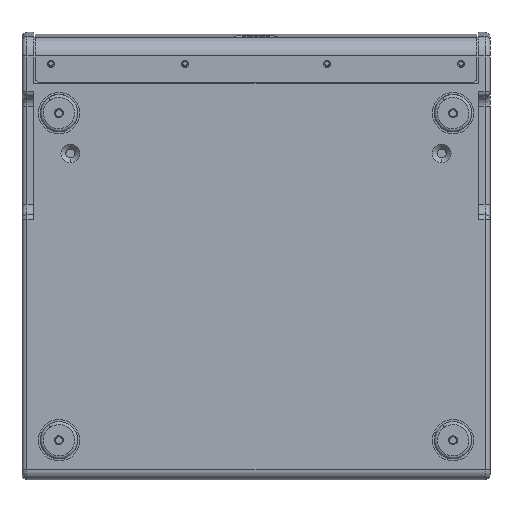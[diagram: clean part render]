
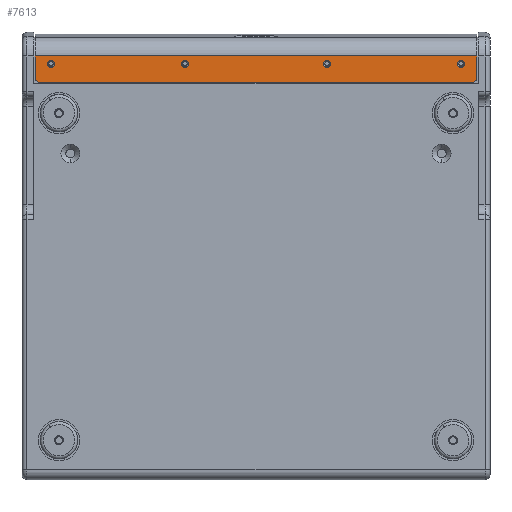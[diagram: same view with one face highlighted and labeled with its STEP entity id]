
A CAD part, front view. The second image highlights one B-rep face of the part: STEP entity #7613.
In plain terms, the highlighted planar face has unit normal (0, -1, 0).
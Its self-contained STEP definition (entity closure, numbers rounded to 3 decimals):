
#370 = EDGE_CURVE ( 'NONE', #3770, #26339, #1206, .T. ) ;
#443 = DIRECTION ( 'NONE',  ( 0., -1., 0. ) ) ;
#982 = CARTESIAN_POINT ( 'NONE',  ( -208., -178.5, 207. ) ) ;
#1206 = CIRCLE ( 'NONE', #4258, 3.55 ) ;
#1349 = VERTEX_POINT ( 'NONE', #4632 ) ;
#1603 = CIRCLE ( 'NONE', #26817, 3.55 ) ;
#2011 = DIRECTION ( 'NONE',  ( 0., 0., 1. ) ) ;
#2205 = VERTEX_POINT ( 'NONE', #23339 ) ;
#2449 = ORIENTED_EDGE ( 'NONE', *, *, #13979, .T. ) ;
#2480 = CARTESIAN_POINT ( 'NONE',  ( -208., -178.5, 207. ) ) ;
#2752 = VERTEX_POINT ( 'NONE', #24917 ) ;
#2778 = DIRECTION ( 'NONE',  ( 0., 0., 1. ) ) ;
#3306 = EDGE_LOOP ( 'NONE', ( #19795, #24686 ) ) ;
#3770 = VERTEX_POINT ( 'NONE', #20847 ) ;
#3986 = DIRECTION ( 'NONE',  ( 0., 0., -1. ) ) ;
#4123 = EDGE_CURVE ( 'NONE', #13246, #7621, #6497, .T. ) ;
#4258 = AXIS2_PLACEMENT_3D ( 'NONE', #982, #21905, #13147 ) ;
#4328 = ORIENTED_EDGE ( 'NONE', *, *, #21037, .F. ) ;
#4632 = CARTESIAN_POINT ( 'NONE',  ( 224., -178.5, 215. ) ) ;
#5052 = CARTESIAN_POINT ( 'NONE',  ( 72., -178.5, 207. ) ) ;
#5205 = VERTEX_POINT ( 'NONE', #19203 ) ;
#5631 = LINE ( 'NONE', #8068, #23572 ) ;
#5675 = EDGE_CURVE ( 'NONE', #5205, #9034, #8277, .T. ) ;
#5816 = DIRECTION ( 'NONE',  ( 0., 1., 0. ) ) ;
#5849 = ORIENTED_EDGE ( 'NONE', *, *, #26166, .F. ) ;
#5951 = CARTESIAN_POINT ( 'NONE',  ( 68.45, -178.5, 207. ) ) ;
#6183 = AXIS2_PLACEMENT_3D ( 'NONE', #5052, #25745, #17754 ) ;
#6340 = CIRCLE ( 'NONE', #19919, 3.55 ) ;
#6497 = CIRCLE ( 'NONE', #10883, 3.55 ) ;
#6525 = ORIENTED_EDGE ( 'NONE', *, *, #4123, .T. ) ;
#6754 = EDGE_CURVE ( 'NONE', #7621, #13246, #1603, .T. ) ;
#7422 = CARTESIAN_POINT ( 'NONE',  ( -72., -178.5, 207. ) ) ;
#7436 = CARTESIAN_POINT ( 'NONE',  ( -585.915, -178.5, 215. ) ) ;
#7613 = ADVANCED_FACE ( 'NONE', ( #15076, #19325, #8952, #17257, #24060 ), #17951, .T. ) ;
#7621 = VERTEX_POINT ( 'NONE', #11693 ) ;
#7951 = DIRECTION ( 'NONE',  ( 0., 0., 1. ) ) ;
#8068 = CARTESIAN_POINT ( 'NONE',  ( 224., -178.5, 215. ) ) ;
#8277 = CIRCLE ( 'NONE', #23511, 5. ) ;
#8868 = DIRECTION ( 'NONE',  ( 0., 1., 0. ) ) ;
#8952 = FACE_BOUND ( 'NONE', #3306, .T. ) ;
#9034 = VERTEX_POINT ( 'NONE', #12850 ) ;
#9098 = DIRECTION ( 'NONE',  ( 1., 0., 0. ) ) ;
#9464 = EDGE_CURVE ( 'NONE', #17311, #5205, #14378, .T. ) ;
#9491 = AXIS2_PLACEMENT_3D ( 'NONE', #7436, #19605, #9098 ) ;
#9749 = EDGE_CURVE ( 'NONE', #2752, #18580, #13112, .T. ) ;
#9842 = CARTESIAN_POINT ( 'NONE',  ( -224., -178.5, 215. ) ) ;
#10088 = AXIS2_PLACEMENT_3D ( 'NONE', #12073, #12462, #7951 ) ;
#10095 = CARTESIAN_POINT ( 'NONE',  ( 208., -178.5, 207. ) ) ;
#10218 = DIRECTION ( 'NONE',  ( 0., 1., 0. ) ) ;
#10256 = CARTESIAN_POINT ( 'NONE',  ( -224., -178.5, 215. ) ) ;
#10553 = EDGE_LOOP ( 'NONE', ( #21796, #6525 ) ) ;
#10745 = VERTEX_POINT ( 'NONE', #25840 ) ;
#10883 = AXIS2_PLACEMENT_3D ( 'NONE', #10095, #10218, #2011 ) ;
#11274 = ORIENTED_EDGE ( 'NONE', *, *, #24963, .T. ) ;
#11308 = CARTESIAN_POINT ( 'NONE',  ( -585.915, -178.5, 188. ) ) ;
#11413 = VERTEX_POINT ( 'NONE', #20324 ) ;
#11460 = DIRECTION ( 'NONE',  ( 1., 0., 0. ) ) ;
#11693 = CARTESIAN_POINT ( 'NONE',  ( 211.55, -178.5, 207. ) ) ;
#11929 = CARTESIAN_POINT ( 'NONE',  ( 204.45, -178.5, 207. ) ) ;
#12073 = CARTESIAN_POINT ( 'NONE',  ( 72., -178.5, 207. ) ) ;
#12436 = VECTOR ( 'NONE', #26853, 1000. ) ;
#12462 = DIRECTION ( 'NONE',  ( 0., 1., 0. ) ) ;
#12850 = CARTESIAN_POINT ( 'NONE',  ( -219., -178.5, 188. ) ) ;
#13112 = CIRCLE ( 'NONE', #10088, 3.55 ) ;
#13147 = DIRECTION ( 'NONE',  ( 0., 0., 1. ) ) ;
#13246 = VERTEX_POINT ( 'NONE', #11929 ) ;
#13979 = EDGE_CURVE ( 'NONE', #11413, #10745, #23034, .T. ) ;
#14135 = DIRECTION ( 'NONE',  ( 0., -1., 0. ) ) ;
#14355 = DIRECTION ( 'NONE',  ( 0., 1., 0. ) ) ;
#14378 = LINE ( 'NONE', #10256, #12436 ) ;
#14694 = VECTOR ( 'NONE', #17422, 1000. ) ;
#15076 = FACE_BOUND ( 'NONE', #10553, .T. ) ;
#15503 = LINE ( 'NONE', #23829, #24670 ) ;
#15838 = DIRECTION ( 'NONE',  ( 0., 0., 1. ) ) ;
#16203 = CARTESIAN_POINT ( 'NONE',  ( -72., -178.5, 207. ) ) ;
#16297 = AXIS2_PLACEMENT_3D ( 'NONE', #2480, #8868, #17178 ) ;
#16368 = EDGE_CURVE ( 'NONE', #22715, #2205, #6340, .T. ) ;
#16504 = CARTESIAN_POINT ( 'NONE',  ( -68.45, -178.5, 207. ) ) ;
#16905 = AXIS2_PLACEMENT_3D ( 'NONE', #17801, #14135, #15838 ) ;
#17028 = EDGE_LOOP ( 'NONE', ( #26120, #26021 ) ) ;
#17178 = DIRECTION ( 'NONE',  ( 0., 0., 1. ) ) ;
#17238 = CARTESIAN_POINT ( 'NONE',  ( -219., -178.5, 193. ) ) ;
#17257 = FACE_BOUND ( 'NONE', #18863, .T. ) ;
#17311 = VERTEX_POINT ( 'NONE', #9842 ) ;
#17422 = DIRECTION ( 'NONE',  ( 1., 0., 0. ) ) ;
#17471 = EDGE_CURVE ( 'NONE', #9034, #11413, #19764, .T. ) ;
#17656 = DIRECTION ( 'NONE',  ( 0., 1., 0. ) ) ;
#17754 = DIRECTION ( 'NONE',  ( 0., 0., 1. ) ) ;
#17801 = CARTESIAN_POINT ( 'NONE',  ( 219., -178.5, 193. ) ) ;
#17951 = PLANE ( 'NONE',  #9491 ) ;
#18580 = VERTEX_POINT ( 'NONE', #5951 ) ;
#18863 = EDGE_LOOP ( 'NONE', ( #11274, #19037 ) ) ;
#19037 = ORIENTED_EDGE ( 'NONE', *, *, #370, .T. ) ;
#19183 = AXIS2_PLACEMENT_3D ( 'NONE', #16203, #14355, #22400 ) ;
#19199 = CARTESIAN_POINT ( 'NONE',  ( -204.45, -178.5, 207. ) ) ;
#19203 = CARTESIAN_POINT ( 'NONE',  ( -224., -178.5, 193. ) ) ;
#19204 = EDGE_CURVE ( 'NONE', #2205, #22715, #24803, .T. ) ;
#19325 = FACE_BOUND ( 'NONE', #17028, .T. ) ;
#19605 = DIRECTION ( 'NONE',  ( 0., -1., 0. ) ) ;
#19764 = LINE ( 'NONE', #11308, #14694 ) ;
#19795 = ORIENTED_EDGE ( 'NONE', *, *, #16368, .T. ) ;
#19919 = AXIS2_PLACEMENT_3D ( 'NONE', #7422, #17656, #25937 ) ;
#19980 = ORIENTED_EDGE ( 'NONE', *, *, #9464, .T. ) ;
#20144 = EDGE_LOOP ( 'NONE', ( #19980, #26538, #21555, #2449, #4328, #5849 ) ) ;
#20324 = CARTESIAN_POINT ( 'NONE',  ( 219., -178.5, 188. ) ) ;
#20710 = CIRCLE ( 'NONE', #16297, 3.55 ) ;
#20847 = CARTESIAN_POINT ( 'NONE',  ( -211.55, -178.5, 207. ) ) ;
#21037 = EDGE_CURVE ( 'NONE', #1349, #10745, #5631, .T. ) ;
#21283 = EDGE_CURVE ( 'NONE', #18580, #2752, #24461, .T. ) ;
#21555 = ORIENTED_EDGE ( 'NONE', *, *, #17471, .T. ) ;
#21796 = ORIENTED_EDGE ( 'NONE', *, *, #6754, .T. ) ;
#21905 = DIRECTION ( 'NONE',  ( 0., 1., 0. ) ) ;
#22400 = DIRECTION ( 'NONE',  ( 0., 0., 1. ) ) ;
#22630 = DIRECTION ( 'NONE',  ( 0., 0., 1. ) ) ;
#22715 = VERTEX_POINT ( 'NONE', #16504 ) ;
#23034 = CIRCLE ( 'NONE', #16905, 5. ) ;
#23339 = CARTESIAN_POINT ( 'NONE',  ( -75.55, -178.5, 207. ) ) ;
#23511 = AXIS2_PLACEMENT_3D ( 'NONE', #17238, #443, #2778 ) ;
#23572 = VECTOR ( 'NONE', #3986, 1000. ) ;
#23829 = CARTESIAN_POINT ( 'NONE',  ( -585.915, -178.5, 215. ) ) ;
#24060 = FACE_OUTER_BOUND ( 'NONE', #20144, .T. ) ;
#24461 = CIRCLE ( 'NONE', #6183, 3.55 ) ;
#24493 = CARTESIAN_POINT ( 'NONE',  ( 208., -178.5, 207. ) ) ;
#24670 = VECTOR ( 'NONE', #11460, 1000. ) ;
#24686 = ORIENTED_EDGE ( 'NONE', *, *, #19204, .T. ) ;
#24803 = CIRCLE ( 'NONE', #19183, 3.55 ) ;
#24917 = CARTESIAN_POINT ( 'NONE',  ( 75.55, -178.5, 207. ) ) ;
#24963 = EDGE_CURVE ( 'NONE', #26339, #3770, #20710, .T. ) ;
#25745 = DIRECTION ( 'NONE',  ( 0., 1., 0. ) ) ;
#25840 = CARTESIAN_POINT ( 'NONE',  ( 224., -178.5, 193. ) ) ;
#25937 = DIRECTION ( 'NONE',  ( 0., 0., 1. ) ) ;
#26021 = ORIENTED_EDGE ( 'NONE', *, *, #21283, .T. ) ;
#26120 = ORIENTED_EDGE ( 'NONE', *, *, #9749, .T. ) ;
#26166 = EDGE_CURVE ( 'NONE', #17311, #1349, #15503, .T. ) ;
#26339 = VERTEX_POINT ( 'NONE', #19199 ) ;
#26538 = ORIENTED_EDGE ( 'NONE', *, *, #5675, .T. ) ;
#26817 = AXIS2_PLACEMENT_3D ( 'NONE', #24493, #5816, #22630 ) ;
#26853 = DIRECTION ( 'NONE',  ( 0., 0., -1. ) ) ;
